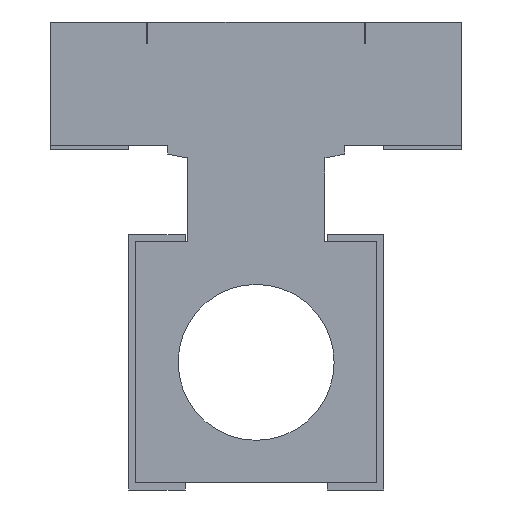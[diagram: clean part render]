
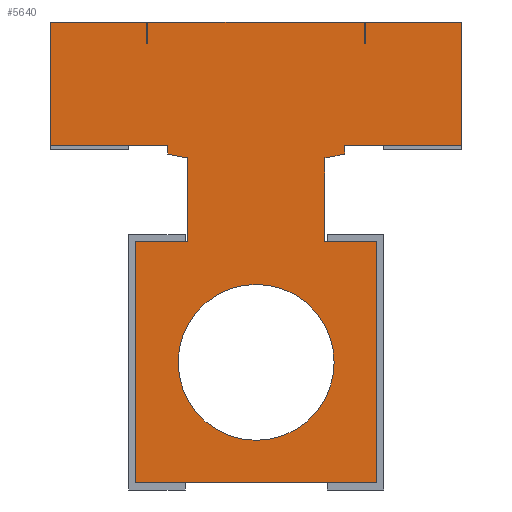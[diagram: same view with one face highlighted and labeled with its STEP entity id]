
A CAD part, front view. The second image highlights one B-rep face of the part: STEP entity #5640.
In plain terms, the highlighted planar face has unit normal (0, -1, 0).
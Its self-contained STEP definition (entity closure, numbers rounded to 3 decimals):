
#209=PLANE('',#5975);
#292=LINE('',#7251,#710);
#305=LINE('',#7289,#723);
#308=LINE('',#7296,#726);
#329=LINE('',#7448,#747);
#333=LINE('',#7456,#751);
#495=LINE('',#7839,#913);
#521=LINE('',#7957,#939);
#550=LINE('',#8079,#968);
#551=LINE('',#8081,#969);
#554=LINE('',#8087,#972);
#559=LINE('',#8097,#977);
#580=LINE('',#8166,#998);
#601=LINE('',#8236,#1019);
#610=LINE('',#8258,#1028);
#612=LINE('',#8267,#1030);
#615=LINE('',#8281,#1033);
#624=LINE('',#8309,#1042);
#627=LINE('',#8327,#1045);
#628=LINE('',#8329,#1046);
#629=LINE('',#8331,#1047);
#630=LINE('',#8333,#1048);
#631=LINE('',#8334,#1049);
#632=LINE('',#8336,#1050);
#633=LINE('',#8337,#1051);
#710=VECTOR('',#6136,1000.);
#723=VECTOR('',#6167,1000.);
#726=VECTOR('',#6172,1000.);
#747=VECTOR('',#6265,1000.);
#751=VECTOR('',#6271,1000.);
#913=VECTOR('',#6585,1000.);
#939=VECTOR('',#6651,1000.);
#968=VECTOR('',#6724,1000.);
#969=VECTOR('',#6727,1000.);
#972=VECTOR('',#6732,1000.);
#977=VECTOR('',#6745,1000.);
#998=VECTOR('',#6802,1000.);
#1019=VECTOR('',#6857,1000.);
#1028=VECTOR('',#6880,1000.);
#1030=VECTOR('',#6892,1000.);
#1033=VECTOR('',#6909,1000.);
#1042=VECTOR('',#6940,1000.);
#1045=VECTOR('',#6959,1000.);
#1046=VECTOR('',#6962,1000.);
#1047=VECTOR('',#6963,1000.);
#1048=VECTOR('',#6964,1000.);
#1049=VECTOR('',#6965,1000.);
#1050=VECTOR('',#6966,1000.);
#1051=VECTOR('',#6967,1000.);
#1991=ORIENTED_EDGE('',*,*,#2313,.T.);
#1992=ORIENTED_EDGE('',*,*,#2758,.F.);
#1993=ORIENTED_EDGE('',*,*,#2712,.F.);
#1994=ORIENTED_EDGE('',*,*,#2675,.F.);
#1995=ORIENTED_EDGE('',*,*,#2672,.F.);
#1996=ORIENTED_EDGE('',*,*,#2671,.F.);
#1997=ORIENTED_EDGE('',*,*,#2743,.F.);
#1998=ORIENTED_EDGE('',*,*,#2778,.F.);
#1999=ORIENTED_EDGE('',*,*,#2548,.T.);
#2000=ORIENTED_EDGE('',*,*,#2342,.T.);
#2001=ORIENTED_EDGE('',*,*,#2787,.T.);
#2002=ORIENTED_EDGE('',*,*,#2788,.T.);
#2003=ORIENTED_EDGE('',*,*,#2789,.T.);
#2004=ORIENTED_EDGE('',*,*,#2764,.T.);
#2005=ORIENTED_EDGE('',*,*,#2401,.T.);
#2006=ORIENTED_EDGE('',*,*,#2790,.F.);
#2007=ORIENTED_EDGE('',*,*,#2791,.F.);
#2008=ORIENTED_EDGE('',*,*,#2681,.T.);
#2009=ORIENTED_EDGE('',*,*,#2584,.T.);
#2010=ORIENTED_EDGE('',*,*,#2627,.F.);
#2011=ORIENTED_EDGE('',*,*,#2397,.T.);
#2012=ORIENTED_EDGE('',*,*,#2754,.T.);
#2013=ORIENTED_EDGE('',*,*,#2786,.T.);
#2014=ORIENTED_EDGE('',*,*,#2792,.T.);
#2015=ORIENTED_EDGE('',*,*,#2321,.T.);
#2016=ORIENTED_EDGE('',*,*,#2339,.T.);
#2017=ORIENTED_EDGE('',*,*,#2676,.T.);
#2313=EDGE_CURVE('',#2894,#2893,#3273,.T.);
#2321=EDGE_CURVE('',#2900,#2899,#292,.T.);
#2339=EDGE_CURVE('',#2899,#2894,#305,.T.);
#2342=EDGE_CURVE('',#2919,#2918,#308,.T.);
#2397=EDGE_CURVE('',#2966,#2967,#329,.T.);
#2401=EDGE_CURVE('',#2969,#2968,#333,.T.);
#2548=EDGE_CURVE('',#3065,#2919,#3303,.T.);
#2584=EDGE_CURVE('',#3092,#3091,#495,.T.);
#2627=EDGE_CURVE('',#2966,#3091,#521,.T.);
#2671=EDGE_CURVE('',#3158,#3157,#550,.T.);
#2672=EDGE_CURVE('',#3157,#3159,#551,.T.);
#2675=EDGE_CURVE('',#3159,#3160,#554,.T.);
#2676=EDGE_CURVE('',#3161,#3161,#3323,.T.);
#2681=EDGE_CURVE('',#3162,#3092,#559,.T.);
#2712=EDGE_CURVE('',#3160,#3176,#580,.T.);
#2743=EDGE_CURVE('',#3191,#3158,#601,.T.);
#2754=EDGE_CURVE('',#2967,#3197,#610,.T.);
#2758=EDGE_CURVE('',#3176,#2893,#612,.T.);
#2764=EDGE_CURVE('',#3204,#2969,#615,.T.);
#2778=EDGE_CURVE('',#3065,#3191,#624,.T.);
#2786=EDGE_CURVE('',#3197,#3218,#627,.T.);
#2787=EDGE_CURVE('',#2918,#3219,#628,.T.);
#2788=EDGE_CURVE('',#3219,#3220,#629,.T.);
#2789=EDGE_CURVE('',#3220,#3204,#630,.T.);
#2790=EDGE_CURVE('',#3221,#2968,#631,.T.);
#2791=EDGE_CURVE('',#3162,#3221,#632,.T.);
#2792=EDGE_CURVE('',#3218,#2900,#633,.T.);
#2893=VERTEX_POINT('',#7235);
#2894=VERTEX_POINT('',#7237);
#2899=VERTEX_POINT('',#7250);
#2900=VERTEX_POINT('',#7252);
#2918=VERTEX_POINT('',#7295);
#2919=VERTEX_POINT('',#7297);
#2966=VERTEX_POINT('',#7449);
#2967=VERTEX_POINT('',#7450);
#2968=VERTEX_POINT('',#7455);
#2969=VERTEX_POINT('',#7457);
#3065=VERTEX_POINT('',#7765);
#3091=VERTEX_POINT('',#7838);
#3092=VERTEX_POINT('',#7840);
#3157=VERTEX_POINT('',#8076);
#3158=VERTEX_POINT('',#8078);
#3159=VERTEX_POINT('',#8082);
#3160=VERTEX_POINT('',#8086);
#3161=VERTEX_POINT('',#8090);
#3162=VERTEX_POINT('',#8098);
#3176=VERTEX_POINT('',#8167);
#3191=VERTEX_POINT('',#8235);
#3197=VERTEX_POINT('',#8257);
#3204=VERTEX_POINT('',#8282);
#3218=VERTEX_POINT('',#8326);
#3219=VERTEX_POINT('',#8330);
#3220=VERTEX_POINT('',#8332);
#3221=VERTEX_POINT('',#8335);
#3273=CIRCLE('',#5725,30.);
#3303=CIRCLE('',#5839,30.);
#3323=CIRCLE('',#5899,5.5);
#3566=EDGE_LOOP('',(#1991,#1992,#1993,#1994,#1995,#1996,#1997,#1998,#1999,
#2000,#2001,#2002,#2003,#2004,#2005,#2006,#2007,#2008,#2009,#2010,#2011,
#2012,#2013,#2014,#2015,#2016));
#3567=EDGE_LOOP('',(#2017));
#3832=FACE_BOUND('',#3566,.T.);
#3833=FACE_BOUND('',#3567,.T.);
#5640=ADVANCED_FACE('',(#3832,#3833),#209,.F.);
#5725=AXIS2_PLACEMENT_3D('',#7236,#6121,#6122);
#5839=AXIS2_PLACEMENT_3D('',#7766,#6523,#6524);
#5899=AXIS2_PLACEMENT_3D('',#8089,#6735,#6736);
#5975=AXIS2_PLACEMENT_3D('',#8328,#6960,#6961);
#6121=DIRECTION('',(0.,-1.,0.));
#6122=DIRECTION('',(1.,0.,0.));
#6136=DIRECTION('',(1.,0.,0.));
#6167=DIRECTION('',(0.,0.,-1.));
#6172=DIRECTION('',(0.,0.,1.));
#6265=DIRECTION('',(-1.,0.,0.));
#6271=DIRECTION('',(-1.,0.,0.));
#6523=DIRECTION('',(0.,-1.,0.));
#6524=DIRECTION('',(1.,0.,0.));
#6585=DIRECTION('',(-1.,0.,0.));
#6651=DIRECTION('',(0.,0.,1.));
#6724=DIRECTION('',(0.,0.,-1.));
#6727=DIRECTION('',(-1.,0.,0.));
#6732=DIRECTION('',(0.,0.,1.));
#6735=DIRECTION('',(0.,1.,0.));
#6736=DIRECTION('',(1.,0.,0.));
#6745=DIRECTION('',(0.,0.,1.));
#6802=DIRECTION('',(1.,0.,0.));
#6857=DIRECTION('',(1.,0.,0.));
#6880=DIRECTION('',(0.,0.,1.));
#6892=DIRECTION('',(0.,0.,1.));
#6909=DIRECTION('',(0.,0.,-1.));
#6940=DIRECTION('',(0.,0.,-1.));
#6959=DIRECTION('',(-1.,0.,0.));
#6960=DIRECTION('',(0.,1.,0.));
#6961=DIRECTION('',(0.,0.,1.));
#6962=DIRECTION('',(1.,0.,0.));
#6963=DIRECTION('',(0.,0.,1.));
#6964=DIRECTION('',(-1.,0.,0.));
#6965=DIRECTION('',(0.,0.,-1.));
#6966=DIRECTION('',(1.,0.,0.));
#6967=DIRECTION('',(0.,0.,-1.));
#7235=CARTESIAN_POINT('',(-4.85,-10.,14.425));
#7236=CARTESIAN_POINT('',(0.009,-10.,44.029));
#7237=CARTESIAN_POINT('',(-6.25,-10.,14.689));
#7250=CARTESIAN_POINT('',(-6.25,-10.,15.3));
#7251=CARTESIAN_POINT('',(-14.5,-10.,15.3));
#7252=CARTESIAN_POINT('',(-14.5,-10.,15.3));
#7289=CARTESIAN_POINT('',(-6.25,-10.,14.417));
#7295=CARTESIAN_POINT('',(6.25,-10.,15.3));
#7296=CARTESIAN_POINT('',(6.25,-10.,14.917));
#7297=CARTESIAN_POINT('',(6.25,-10.,14.685));
#7448=CARTESIAN_POINT('',(-6.7,-10.,22.5));
#7449=CARTESIAN_POINT('',(-7.65,-10.,22.5));
#7450=CARTESIAN_POINT('',(-7.7,-10.,22.5));
#7455=CARTESIAN_POINT('',(7.653,-10.,22.5));
#7456=CARTESIAN_POINT('',(7.7,-10.,22.5));
#7457=CARTESIAN_POINT('',(7.7,-10.,22.5));
#7765=CARTESIAN_POINT('',(4.85,-10.,14.422));
#7766=CARTESIAN_POINT('',(0.009,-10.,44.029));
#7838=CARTESIAN_POINT('',(-7.65,-10.,24.));
#7839=CARTESIAN_POINT('',(24.5,-10.,24.));
#7840=CARTESIAN_POINT('',(7.65,-10.,24.));
#7957=CARTESIAN_POINT('',(-7.65,-10.,23.025));
#8076=CARTESIAN_POINT('',(8.5,-10.,-8.5));
#8078=CARTESIAN_POINT('',(8.5,-10.,8.5));
#8079=CARTESIAN_POINT('',(8.5,-10.,8.5));
#8081=CARTESIAN_POINT('',(8.5,-10.,-8.5));
#8082=CARTESIAN_POINT('',(-8.5,-10.,-8.5));
#8086=CARTESIAN_POINT('',(-8.5,-10.,8.5));
#8087=CARTESIAN_POINT('',(-8.5,-10.,-8.5));
#8089=CARTESIAN_POINT('',(0.,-10.,0.));
#8090=CARTESIAN_POINT('',(5.5,-10.,0.));
#8097=CARTESIAN_POINT('',(7.65,-10.,23.));
#8098=CARTESIAN_POINT('',(7.65,-10.,22.65));
#8166=CARTESIAN_POINT('',(-8.5,-10.,8.5));
#8167=CARTESIAN_POINT('',(-4.85,-10.,8.5));
#8235=CARTESIAN_POINT('',(4.85,-10.,8.5));
#8236=CARTESIAN_POINT('',(-8.5,-10.,8.5));
#8257=CARTESIAN_POINT('',(-7.7,-10.,24.));
#8258=CARTESIAN_POINT('',(-7.7,-10.,22.5));
#8267=CARTESIAN_POINT('',(-4.85,-10.,11.));
#8281=CARTESIAN_POINT('',(7.7,-10.,24.));
#8282=CARTESIAN_POINT('',(7.7,-10.,24.));
#8309=CARTESIAN_POINT('',(4.85,-10.,8.5));
#8326=CARTESIAN_POINT('',(-14.5,-10.,24.));
#8327=CARTESIAN_POINT('',(14.5,-10.,24.));
#8328=CARTESIAN_POINT('',(0.,-10.,0.));
#8329=CARTESIAN_POINT('',(4.85,-10.,15.3));
#8330=CARTESIAN_POINT('',(14.5,-10.,15.3));
#8331=CARTESIAN_POINT('',(14.5,-10.,15.3));
#8332=CARTESIAN_POINT('',(14.5,-10.,24.));
#8333=CARTESIAN_POINT('',(14.5,-10.,24.));
#8334=CARTESIAN_POINT('',(7.653,-10.,22.65));
#8335=CARTESIAN_POINT('',(7.653,-10.,22.65));
#8336=CARTESIAN_POINT('',(-7.65,-10.,22.65));
#8337=CARTESIAN_POINT('',(-14.5,-10.,17.3));
